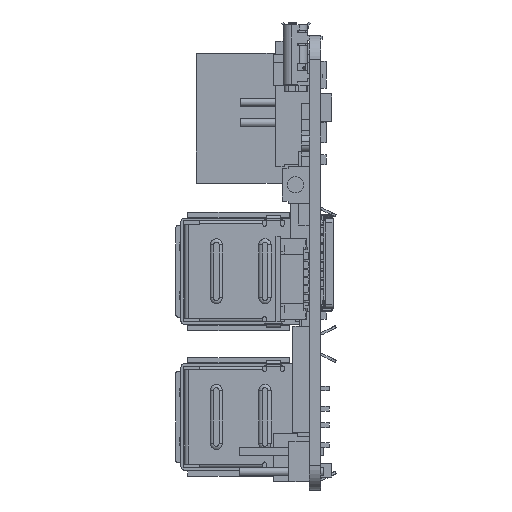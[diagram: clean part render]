
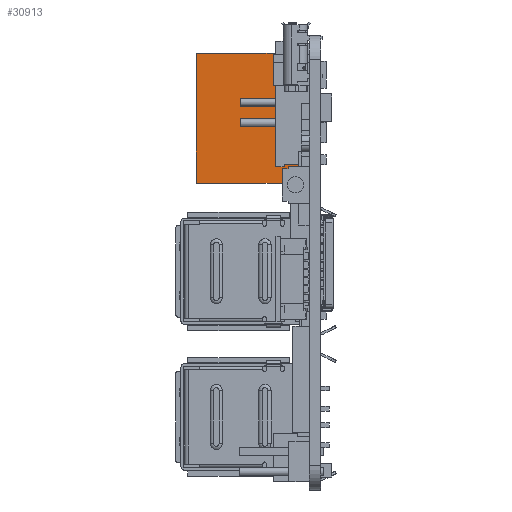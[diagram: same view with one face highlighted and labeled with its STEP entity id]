
A CAD part, left-side view. The second image highlights one B-rep face of the part: STEP entity #30913.
In plain terms, the highlighted planar face has unit normal (-1, 0, 0).
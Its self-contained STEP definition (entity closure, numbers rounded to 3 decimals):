
#457 = CARTESIAN_POINT ( 'NONE',  ( -10.625, -8., 13.3 ) ) ;
#1334 = CARTESIAN_POINT ( 'NONE',  ( -10.625, 8., 13.3 ) ) ;
#2235 = CARTESIAN_POINT ( 'NONE',  ( -10.625, -8., 13.3 ) ) ;
#5598 = CARTESIAN_POINT ( 'NONE',  ( -10.625, 8., 13.3 ) ) ;
#7229 = VECTOR ( 'NONE', #18372, 1000. ) ;
#7861 = CARTESIAN_POINT ( 'NONE',  ( -10.625, 8., 0. ) ) ;
#11657 = DIRECTION ( 'NONE',  ( 0., 0., -1. ) ) ;
#12973 = VECTOR ( 'NONE', #21935, 1000. ) ;
#13097 = ORIENTED_EDGE ( 'NONE', *, *, #45942, .T. ) ;
#15351 = VERTEX_POINT ( 'NONE', #19639 ) ;
#16258 = VECTOR ( 'NONE', #11657, 1000. ) ;
#18133 = FACE_OUTER_BOUND ( 'NONE', #61065, .T. ) ;
#18372 = DIRECTION ( 'NONE',  ( 0., 0., -1. ) ) ;
#19639 = CARTESIAN_POINT ( 'NONE',  ( -10.625, 8., 13.3 ) ) ;
#21935 = DIRECTION ( 'NONE',  ( 0., -1., 0. ) ) ;
#23925 = CARTESIAN_POINT ( 'NONE',  ( -10.625, 8., 13.3 ) ) ;
#28703 = LINE ( 'NONE', #457, #16258 ) ;
#29526 = VERTEX_POINT ( 'NONE', #39806 ) ;
#30913 = ADVANCED_FACE ( 'NONE', ( #18133 ), #36211, .F. ) ;
#33988 = LINE ( 'NONE', #1334, #7229 ) ;
#36211 = PLANE ( 'NONE',  #43486 ) ;
#39806 = CARTESIAN_POINT ( 'NONE',  ( -10.625, -8., 0. ) ) ;
#40962 = DIRECTION ( 'NONE',  ( 0., 1., 0. ) ) ;
#43337 = LINE ( 'NONE', #71576, #12973 ) ;
#43486 = AXIS2_PLACEMENT_3D ( 'NONE', #23925, #51489, #40962 ) ;
#44119 = ORIENTED_EDGE ( 'NONE', *, *, #45015, .T. ) ;
#45015 = EDGE_CURVE ( 'NONE', #50718, #29526, #43337, .T. ) ;
#45942 = EDGE_CURVE ( 'NONE', #15351, #50718, #33988, .T. ) ;
#46822 = VERTEX_POINT ( 'NONE', #2235 ) ;
#50718 = VERTEX_POINT ( 'NONE', #7861 ) ;
#50811 = ORIENTED_EDGE ( 'NONE', *, *, #53305, .F. ) ;
#51489 = DIRECTION ( 'NONE',  ( 1., 0., 0. ) ) ;
#53305 = EDGE_CURVE ( 'NONE', #15351, #46822, #61759, .T. ) ;
#54959 = EDGE_CURVE ( 'NONE', #46822, #29526, #28703, .T. ) ;
#55629 = DIRECTION ( 'NONE',  ( 0., -1., 0. ) ) ;
#61065 = EDGE_LOOP ( 'NONE', ( #44119, #62297, #50811, #13097 ) ) ;
#61759 = LINE ( 'NONE', #5598, #63525 ) ;
#62297 = ORIENTED_EDGE ( 'NONE', *, *, #54959, .F. ) ;
#63525 = VECTOR ( 'NONE', #55629, 1000. ) ;
#71576 = CARTESIAN_POINT ( 'NONE',  ( -10.625, 8., 0. ) ) ;
